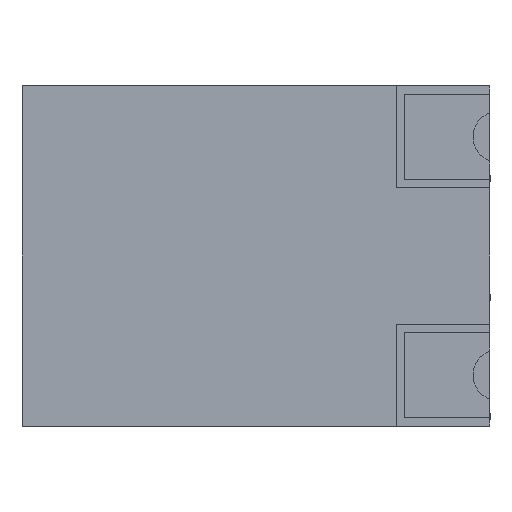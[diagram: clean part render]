
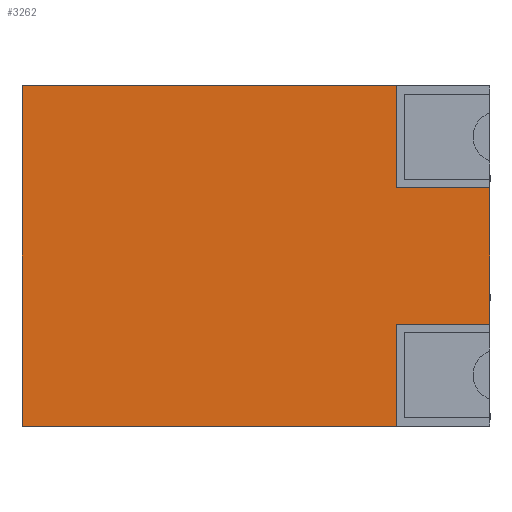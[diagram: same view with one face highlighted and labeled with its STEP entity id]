
A CAD part, left-side view. The second image highlights one B-rep face of the part: STEP entity #3262.
In plain terms, the highlighted planar face has unit normal (-1, 0, 0).
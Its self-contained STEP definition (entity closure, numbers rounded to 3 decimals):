
#115 = VERTEX_POINT ( 'NONE', #1149 ) ;
#223 = CARTESIAN_POINT ( 'NONE',  ( -4., 1.1, 0.8 ) ) ;
#310 = LINE ( 'NONE', #311, #312 ) ;
#311 = CARTESIAN_POINT ( 'NONE',  ( -4., 1.1, -2. ) ) ;
#312 = VECTOR ( 'NONE', #313, 1000. ) ;
#313 = DIRECTION ( 'NONE',  ( 0., 0., 1. ) ) ;
#439 = CARTESIAN_POINT ( 'NONE',  ( -4., 1.1, -0.8 ) ) ;
#693 = EDGE_CURVE ( 'NONE', #115, #916, #1559, .T. ) ;
#734 = LINE ( 'NONE', #735, #736 ) ;
#735 = CARTESIAN_POINT ( 'NONE',  ( -4., 1.1, 0.8 ) ) ;
#736 = VECTOR ( 'NONE', #737, 1000. ) ;
#737 = DIRECTION ( 'NONE',  ( 0., 0., 1. ) ) ;
#844 = LINE ( 'NONE', #845, #846 ) ;
#845 = CARTESIAN_POINT ( 'NONE',  ( -4., 0., -0.8 ) ) ;
#846 = VECTOR ( 'NONE', #847, 1000. ) ;
#847 = DIRECTION ( 'NONE',  ( 0., -1., 0. ) ) ;
#855 = CARTESIAN_POINT ( 'NONE',  ( -4., 1.1, 2. ) ) ;
#916 = VERTEX_POINT ( 'NONE', #1702 ) ;
#1149 = CARTESIAN_POINT ( 'NONE',  ( -4., 0., 0.8 ) ) ;
#1289 = LINE ( 'NONE', #1290, #1291 ) ;
#1290 = CARTESIAN_POINT ( 'NONE',  ( -4., 5.5, 2. ) ) ;
#1291 = VECTOR ( 'NONE', #1292, 1000. ) ;
#1292 = DIRECTION ( 'NONE',  ( 0., -1., 0. ) ) ;
#1408 = CARTESIAN_POINT ( 'NONE',  ( -4., 5.5, 2. ) ) ;
#1559 = LINE ( 'NONE', #1560, #1561 ) ;
#1560 = CARTESIAN_POINT ( 'NONE',  ( -4., 0., 2. ) ) ;
#1561 = VECTOR ( 'NONE', #1562, 1000. ) ;
#1562 = DIRECTION ( 'NONE',  ( 0., 0., -1. ) ) ;
#1702 = CARTESIAN_POINT ( 'NONE',  ( -4., 0., -0.8 ) ) ;
#1823 = LINE ( 'NONE', #1824, #1825 ) ;
#1824 = CARTESIAN_POINT ( 'NONE',  ( -4., 5.5, -2. ) ) ;
#1825 = VECTOR ( 'NONE', #1826, 1000. ) ;
#1826 = DIRECTION ( 'NONE',  ( 0., 0., 1. ) ) ;
#1888 = FACE_OUTER_BOUND ( 'NONE', #3327, .T. ) ;
#1890 = PLANE ( 'NONE',  #1891 ) ;
#1891 = AXIS2_PLACEMENT_3D ( 'NONE', #1892, #1893, #1894 ) ;
#1892 = CARTESIAN_POINT ( 'NONE',  ( -4., 0., -2. ) ) ;
#1893 = DIRECTION ( 'NONE',  ( -1., 0., 0. ) ) ;
#1894 = DIRECTION ( 'NONE',  ( 0., 1., 0. ) ) ;
#2005 = CARTESIAN_POINT ( 'NONE',  ( -4., 5.5, -2. ) ) ;
#2403 = LINE ( 'NONE', #2404, #2405 ) ;
#2404 = CARTESIAN_POINT ( 'NONE',  ( -4., 0., -2. ) ) ;
#2405 = VECTOR ( 'NONE', #2406, 1000. ) ;
#2406 = DIRECTION ( 'NONE',  ( 0., 1., 0. ) ) ;
#2537 = CARTESIAN_POINT ( 'NONE',  ( -4., 1.1, -2. ) ) ;
#2692 = ORIENTED_EDGE ( 'NONE', *, *, #2874, .T. ) ;
#2785 = LINE ( 'NONE', #2786, #2787 ) ;
#2786 = CARTESIAN_POINT ( 'NONE',  ( -4., 0., 0.8 ) ) ;
#2787 = VECTOR ( 'NONE', #2792, 1000. ) ;
#2792 = DIRECTION ( 'NONE',  ( 0., 1., 0. ) ) ;
#2874 = EDGE_CURVE ( 'NONE', #3775, #2908, #310, .T. ) ;
#2908 = VERTEX_POINT ( 'NONE', #439 ) ;
#2964 = ORIENTED_EDGE ( 'NONE', *, *, #3007, .T. ) ;
#3007 = EDGE_CURVE ( 'NONE', #2908, #916, #844, .T. ) ;
#3262 = ADVANCED_FACE ( 'NONE', ( #1888 ), #1890, .T. ) ;
#3327 = EDGE_LOOP ( 'NONE', ( #3358, #3425, #3535, #3599, #3666, #3731, #2692, #2964 ) ) ;
#3358 = ORIENTED_EDGE ( 'NONE', *, *, #693, .F. ) ;
#3425 = ORIENTED_EDGE ( 'NONE', *, *, #3470, .T. ) ;
#3470 = EDGE_CURVE ( 'NONE', #115, #3497, #2785, .T. ) ;
#3497 = VERTEX_POINT ( 'NONE', #223 ) ;
#3535 = ORIENTED_EDGE ( 'NONE', *, *, #3559, .T. ) ;
#3559 = EDGE_CURVE ( 'NONE', #3497, #3574, #734, .T. ) ;
#3574 = VERTEX_POINT ( 'NONE', #855 ) ;
#3599 = ORIENTED_EDGE ( 'NONE', *, *, #3621, .F. ) ;
#3621 = EDGE_CURVE ( 'NONE', #3635, #3574, #1289, .T. ) ;
#3635 = VERTEX_POINT ( 'NONE', #1408 ) ;
#3666 = ORIENTED_EDGE ( 'NONE', *, *, #3688, .F. ) ;
#3688 = EDGE_CURVE ( 'NONE', #3705, #3635, #1823, .T. ) ;
#3705 = VERTEX_POINT ( 'NONE', #2005 ) ;
#3731 = ORIENTED_EDGE ( 'NONE', *, *, #3756, .F. ) ;
#3756 = EDGE_CURVE ( 'NONE', #3775, #3705, #2403, .T. ) ;
#3775 = VERTEX_POINT ( 'NONE', #2537 ) ;
